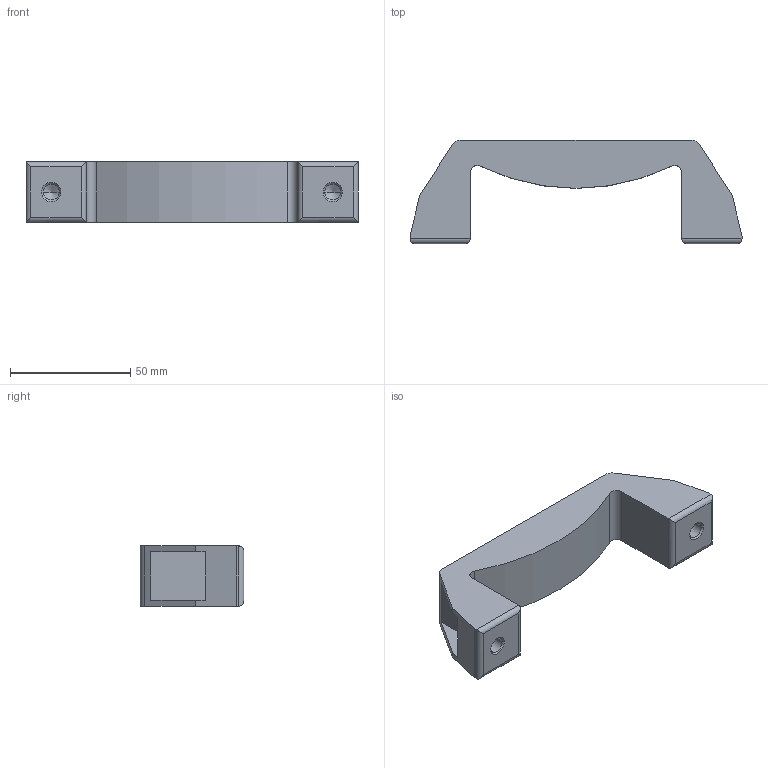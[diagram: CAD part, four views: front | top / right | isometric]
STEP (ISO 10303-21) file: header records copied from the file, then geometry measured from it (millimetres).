
FILE_DESCRIPTION (( 'STEP AP203' ), '1' );
FILE_NAME ('ZJ-BSS-8-C1(衄挴藷參忒).step', '2022-06-09T00:50:51', ( '1' ), ( '' ), 'SwSTEP 2.0', 'SolidWorks 2020', '' );
FILE_SCHEMA (( 'CONFIG_CONTROL_DESIGN' ));
Length unit declared in the file: millimetre
Products named in the file (1): ZJ-BSS-8-C1(衄挴藷參忒)
Bounding box: 138 x 43 x 25 mm (x, y, z)
Volume: 67304.3 mm3; surface area: 17433.8 mm2
Topology: 1 solids, 1 shells, 56 faces, 136 edges, 82 vertices
Faces by surface type: plane 23, cylinder 21, cone 12
Entity records: 1663 total; most frequent: CARTESIAN_POINT 295, DIRECTION 272, ORIENTED_EDGE 264, EDGE_CURVE 132, AXIS2_PLACEMENT_3D 91, VECTOR 90, LINE 90, VERTEX_POINT 82
